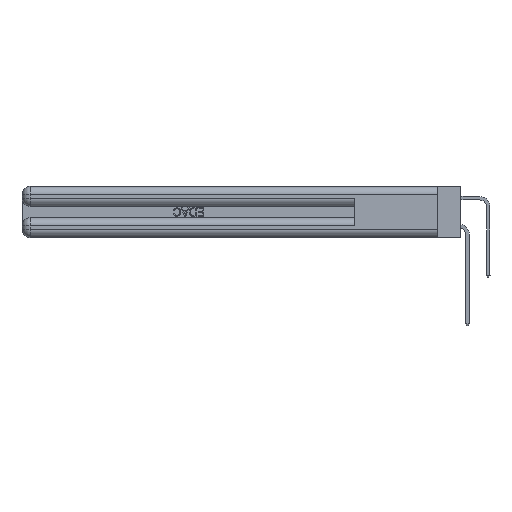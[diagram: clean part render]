
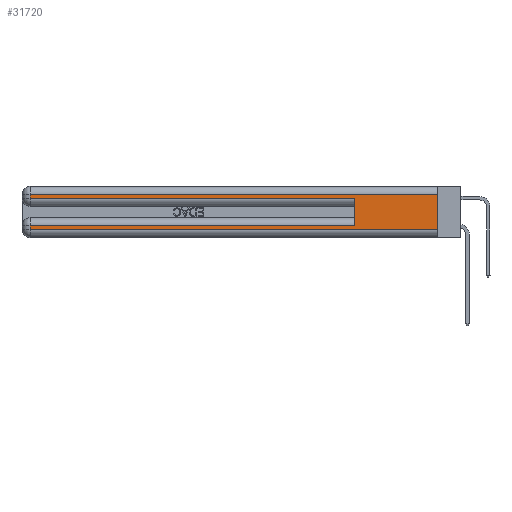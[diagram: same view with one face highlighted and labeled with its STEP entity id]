
A CAD part, left-side view. The second image highlights one B-rep face of the part: STEP entity #31720.
In plain terms, the highlighted planar face has unit normal (-1, 0, 0).
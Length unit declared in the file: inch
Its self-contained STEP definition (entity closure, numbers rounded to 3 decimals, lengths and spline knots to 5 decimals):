
#269 = DIRECTION ( 'NONE',  ( 1., 0., 0. ) ) ;
#1327 = CARTESIAN_POINT ( 'NONE',  ( 0., 0., 0.31 ) ) ;
#2197 = CARTESIAN_POINT ( 'NONE',  ( 0., 2.94, 0.085 ) ) ;
#4030 = EDGE_CURVE ( 'NONE', #38716, #7811, #27430, .T. ) ;
#7492 = VECTOR ( 'NONE', #30925, 39.37008 ) ;
#7811 = VERTEX_POINT ( 'NONE', #8967 ) ;
#8110 = CARTESIAN_POINT ( 'NONE',  ( 0., 0.6, 0.085 ) ) ;
#8967 = CARTESIAN_POINT ( 'NONE',  ( 0., 0.6, 0.285 ) ) ;
#9414 = ORIENTED_EDGE ( 'NONE', *, *, #13472, .T. ) ;
#9861 = EDGE_CURVE ( 'NONE', #14717, #23765, #39341, .T. ) ;
#10434 = CARTESIAN_POINT ( 'NONE',  ( 0., 0., 0.06 ) ) ;
#10537 = LINE ( 'NONE', #1327, #25478 ) ;
#10786 = VECTOR ( 'NONE', #13295, 39.37008 ) ;
#11149 = CARTESIAN_POINT ( 'NONE',  ( 0., 2.94, 0.37 ) ) ;
#12265 = DIRECTION ( 'NONE',  ( 0., -1., 0. ) ) ;
#12464 = ORIENTED_EDGE ( 'NONE', *, *, #26420, .T. ) ;
#12538 = DIRECTION ( 'NONE',  ( 0., 0., 1. ) ) ;
#13295 = DIRECTION ( 'NONE',  ( 0., -1., 0. ) ) ;
#13468 = ORIENTED_EDGE ( 'NONE', *, *, #9861, .F. ) ;
#13472 = EDGE_CURVE ( 'NONE', #27313, #38716, #39177, .T. ) ;
#13724 = EDGE_CURVE ( 'NONE', #40862, #23765, #31198, .T. ) ;
#14500 = VECTOR ( 'NONE', #12265, 39.37008 ) ;
#14717 = VERTEX_POINT ( 'NONE', #30178 ) ;
#14945 = ORIENTED_EDGE ( 'NONE', *, *, #21782, .T. ) ;
#15346 = CARTESIAN_POINT ( 'NONE',  ( 0., 0., 0.285 ) ) ;
#15348 = VERTEX_POINT ( 'NONE', #8110 ) ;
#16919 = VECTOR ( 'NONE', #21247, 39.37008 ) ;
#17453 = CARTESIAN_POINT ( 'NONE',  ( 0., 0., 0.085 ) ) ;
#19566 = CARTESIAN_POINT ( 'NONE',  ( 0., 0., 0.06 ) ) ;
#20482 = ORIENTED_EDGE ( 'NONE', *, *, #13724, .T. ) ;
#21247 = DIRECTION ( 'NONE',  ( 0., 0., -1. ) ) ;
#21782 = EDGE_CURVE ( 'NONE', #14717, #27313, #10537, .T. ) ;
#22100 = EDGE_CURVE ( 'NONE', #15348, #7811, #34912, .T. ) ;
#23765 = VERTEX_POINT ( 'NONE', #10434 ) ;
#23973 = LINE ( 'NONE', #31067, #7492 ) ;
#24775 = DIRECTION ( 'NONE',  ( 0., 0., -1. ) ) ;
#25478 = VECTOR ( 'NONE', #36921, 39.37008 ) ;
#25659 = CARTESIAN_POINT ( 'NONE',  ( 0., 2.94, 0.06 ) ) ;
#25863 = CARTESIAN_POINT ( 'NONE',  ( 0., 0., 0.37 ) ) ;
#25892 = AXIS2_PLACEMENT_3D ( 'NONE', #25863, #269, #26140 ) ;
#26140 = DIRECTION ( 'NONE',  ( 0., 0., -1. ) ) ;
#26370 = LINE ( 'NONE', #17453, #26894 ) ;
#26420 = EDGE_CURVE ( 'NONE', #15348, #34372, #26370, .T. ) ;
#26894 = VECTOR ( 'NONE', #36658, 39.37008 ) ;
#27313 = VERTEX_POINT ( 'NONE', #31183 ) ;
#27430 = LINE ( 'NONE', #15346, #14500 ) ;
#27965 = FACE_OUTER_BOUND ( 'NONE', #29908, .T. ) ;
#29908 = EDGE_LOOP ( 'NONE', ( #13468, #14945, #9414, #36531, #41080, #12464, #32505, #20482 ) ) ;
#30178 = CARTESIAN_POINT ( 'NONE',  ( 0., 0., 0.31 ) ) ;
#30692 = VECTOR ( 'NONE', #24775, 39.37008 ) ;
#30898 = VECTOR ( 'NONE', #12538, 39.37008 ) ;
#30925 = DIRECTION ( 'NONE',  ( 0., 0., -1. ) ) ;
#30971 = CARTESIAN_POINT ( 'NONE',  ( 0., 2.94, 0.285 ) ) ;
#31067 = CARTESIAN_POINT ( 'NONE',  ( 0., 2.94, 0.37 ) ) ;
#31183 = CARTESIAN_POINT ( 'NONE',  ( 0., 2.94, 0.31 ) ) ;
#31198 = LINE ( 'NONE', #19566, #10786 ) ;
#31655 = CARTESIAN_POINT ( 'NONE',  ( 0., 0.6, 0.145 ) ) ;
#31720 = ADVANCED_FACE ( 'NONE', ( #27965 ), #38394, .F. ) ;
#32505 = ORIENTED_EDGE ( 'NONE', *, *, #41148, .T. ) ;
#33494 = CARTESIAN_POINT ( 'NONE',  ( 0., 0., 0.37 ) ) ;
#34372 = VERTEX_POINT ( 'NONE', #2197 ) ;
#34912 = LINE ( 'NONE', #31655, #30898 ) ;
#36531 = ORIENTED_EDGE ( 'NONE', *, *, #4030, .T. ) ;
#36658 = DIRECTION ( 'NONE',  ( 0., 1., 0. ) ) ;
#36921 = DIRECTION ( 'NONE',  ( 0., 1., 0. ) ) ;
#38394 = PLANE ( 'NONE',  #25892 ) ;
#38716 = VERTEX_POINT ( 'NONE', #30971 ) ;
#39177 = LINE ( 'NONE', #11149, #30692 ) ;
#39341 = LINE ( 'NONE', #33494, #16919 ) ;
#40862 = VERTEX_POINT ( 'NONE', #25659 ) ;
#41080 = ORIENTED_EDGE ( 'NONE', *, *, #22100, .F. ) ;
#41148 = EDGE_CURVE ( 'NONE', #34372, #40862, #23973, .T. ) ;
